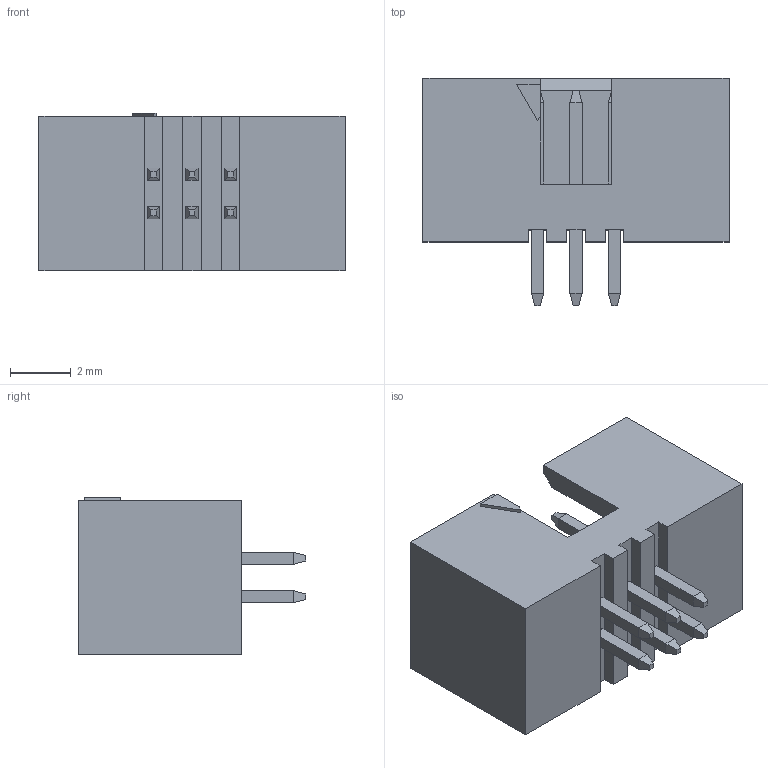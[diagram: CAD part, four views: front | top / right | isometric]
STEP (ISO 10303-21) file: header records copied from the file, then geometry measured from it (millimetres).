
FILE_DESCRIPTION (( 'STEP AP214' ), '1' );
FILE_NAME ('IDC-CON-1_27P-6P_TH.STEP', '2021-09-26T20:38:10', ( '' ), ( '' ), 'SwSTEP 2.0', 'SolidWorks 2020', '' );
FILE_SCHEMA (( 'AUTOMOTIVE_DESIGN' ));
Length unit declared in the file: millimetre
Products named in the file (1): IDC-CON-1_27P-6P_TH
Bounding box: 10.11 x 7.5 x 5.2 mm (x, y, z)
Volume: 159.4 mm3; surface area: 427.9 mm2
Topology: 7 solids, 7 shells, 143 faces, 335 edges, 206 vertices
Faces by surface type: plane 143
Entity records: 4815 total; most frequent: CARTESIAN_POINT 685, ORIENTED_EDGE 670, DIRECTION 623, EDGE_CURVE 335, VECTOR 335, LINE 335, VERTEX_POINT 206, EDGE_LOOP 155
